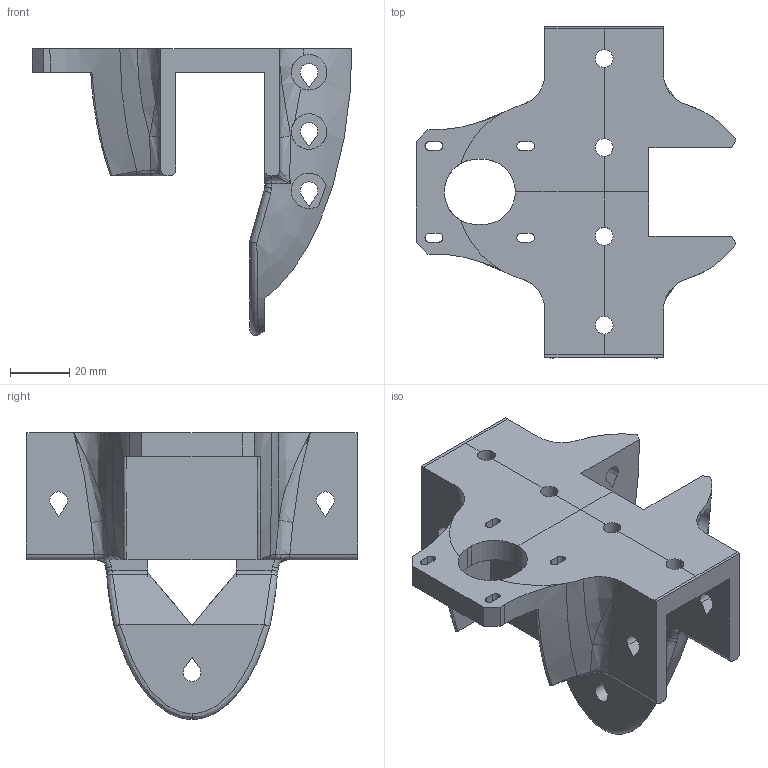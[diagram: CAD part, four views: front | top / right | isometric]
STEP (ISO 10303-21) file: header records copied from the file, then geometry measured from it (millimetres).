
FILE_DESCRIPTION(('FreeCAD Model'),'2;1');
FILE_NAME('CenterNode.step','2015-07-21T12:18:14',('Author'),(''), 'Open CASCADE STEP processor 6.8','FreeCAD','Unknown');
FILE_SCHEMA(('AUTOMOTIVE_DESIGN_CC2 { 1 2 10303 214 -1 1 5 4 }'));
Products named in the file (1): CenterNode
Bounding box: 107.97 x 112 x 96.83 mm (x, y, z)
Volume: 123868.6 mm3; surface area: 44799.2 mm2
Topology: 1 solids, 1 shells, 166 faces, 514 edges, 339 vertices
Faces by surface type: plane 72, bspline 54, cylinder 40
Full cylindrical faces by diameter (mm): 6 x4, 12 x4
Entity records: 47257 total; most frequent: CARTESIAN_POINT 38477, DIRECTION 1241, ORIENTED_EDGE 1020, PCURVE 1020, DEFINITIONAL_REPRESENTATION 1020, LINE 820, VECTOR 820, EDGE_CURVE 512
